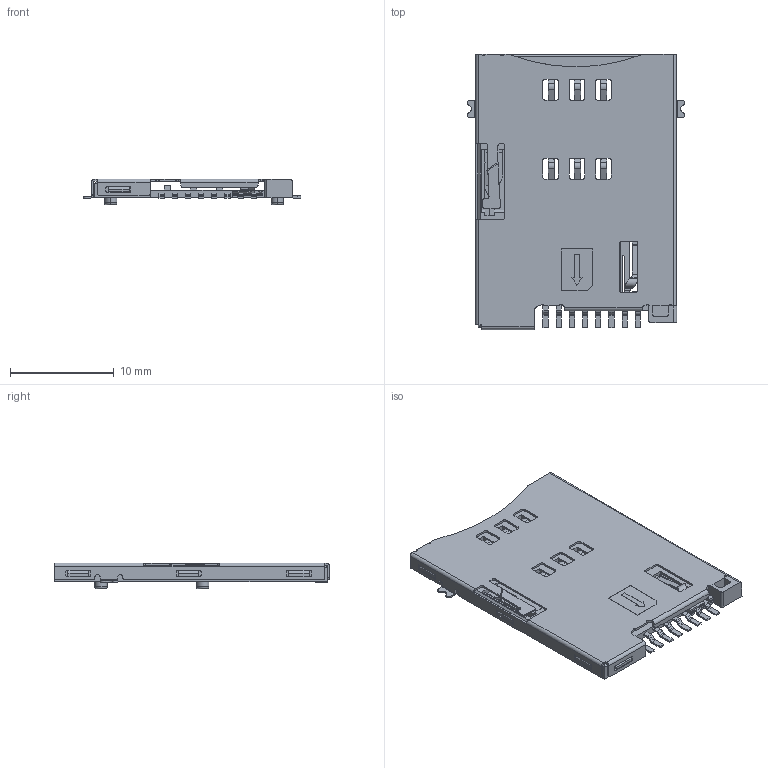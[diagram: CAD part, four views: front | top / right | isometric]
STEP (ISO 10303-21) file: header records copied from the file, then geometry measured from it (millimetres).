
FILE_DESCRIPTION(('STEP AP242'),'1');
FILE_NAME('47553-2001.stp','2020-11-17T07:38:06',('TraceParts'),('TraceParts S.A.'),'Spatial InterOp 3D',' ',' ');
FILE_SCHEMA(('AP242_MANAGED_MODEL_BASED_3D_ENGINEERING_MIM_LF {1 0 10303 442 1 1 4}'));
Length unit declared in the file: millimetre
Products named in the file (1): 47553-2001_1
Bounding box: 20.95 x 26.5 x 2.5 mm (x, y, z)
Volume: 477.5 mm3; surface area: 2133.9 mm2
Topology: 1 solids, 1 shells, 927 faces, 2575 edges, 1684 vertices
Faces by surface type: plane 637, cylinder 262, bspline 20, torus 6, cone 2
Entity records: 30928 total; most frequent: CARTESIAN_POINT 6797, ORIENTED_EDGE 5150, DIRECTION 4838, EDGE_CURVE 2575, LINE 1966, VECTOR 1966, VERTEX_POINT 1684, AXIS2_PLACEMENT_3D 1436
